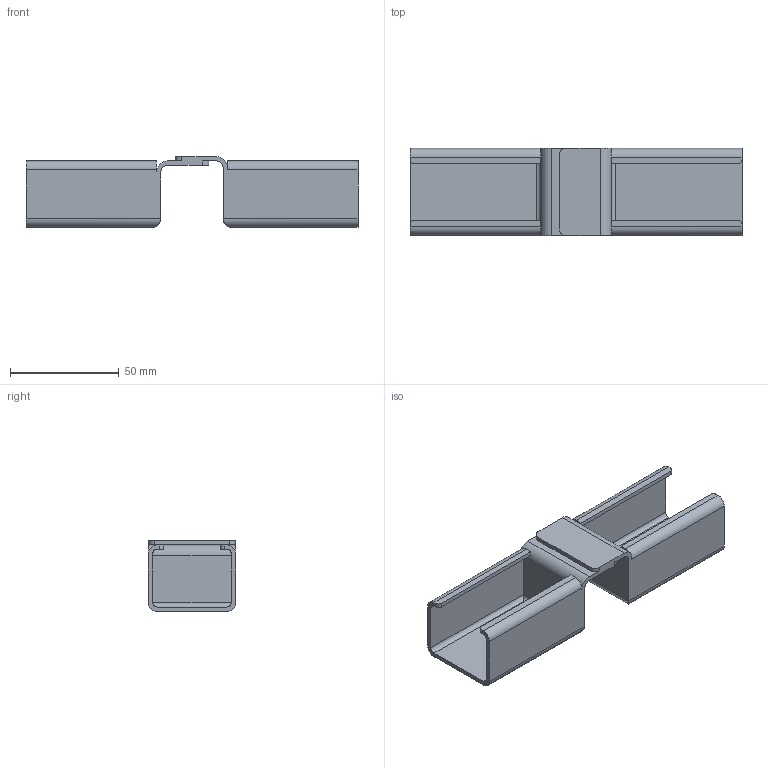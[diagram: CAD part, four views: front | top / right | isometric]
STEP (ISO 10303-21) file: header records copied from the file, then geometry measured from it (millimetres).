
FILE_DESCRIPTION (( 'STEP AP214' ), '1' );
FILE_NAME ('6750033', '2019-02-01T13:00:25', ( '' ), ('JUGARD+KÜNSTNER GmbH'), 'SwSTEP 2.0', 'SolidWorks 2017', '' );
FILE_SCHEMA (( 'AUTOMOTIVE_DESIGN' ));
Length unit declared in the file: millimetre
Products named in the file (1): 6750033_CNAJF00
Bounding box: 152.5 x 40 x 32.5 mm (x, y, z)
Volume: 32488 mm3; surface area: 32568.1 mm2
Topology: 1 solids, 1 shells, 72 faces, 196 edges, 126 vertices
Faces by surface type: plane 40, cylinder 32
Entity records: 2294 total; most frequent: CARTESIAN_POINT 419, ORIENTED_EDGE 392, DIRECTION 386, EDGE_CURVE 196, VECTOR 136, LINE 136, VERTEX_POINT 126, AXIS2_PLACEMENT_3D 125
